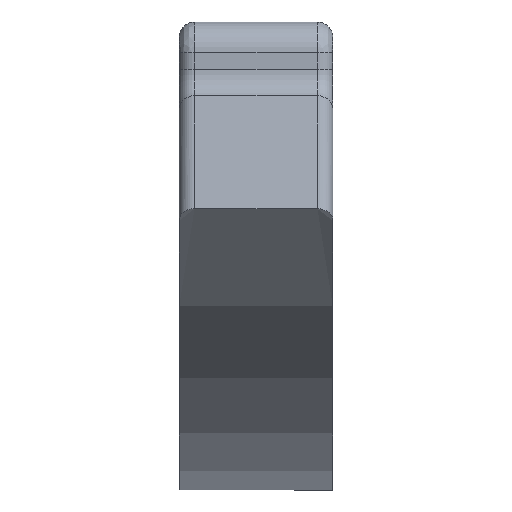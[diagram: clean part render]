
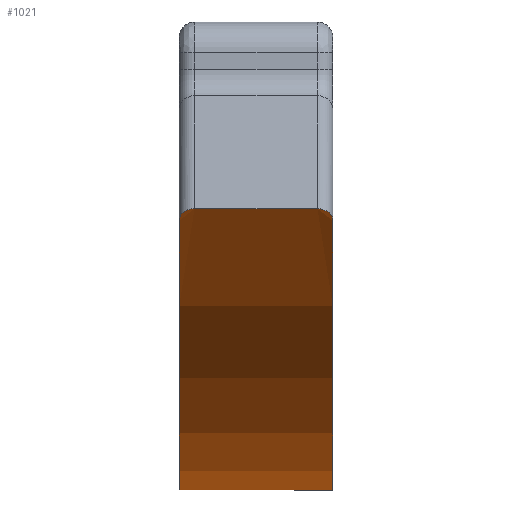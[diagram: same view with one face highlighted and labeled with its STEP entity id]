
A CAD part, top view. The second image highlights one B-rep face of the part: STEP entity #1021.
In plain terms, the highlighted cylindrical face has radius 25 mm (diameter 50 mm), a partial arc.
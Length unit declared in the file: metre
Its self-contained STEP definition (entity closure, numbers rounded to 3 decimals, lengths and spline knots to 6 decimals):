
#55=B_SPLINE_CURVE_WITH_KNOTS('',3,(#1625,#1626,#1627,#1628,#1629,#1630,
#1631,#1632,#1633,#1634),.UNSPECIFIED.,.F.,.F.,(4,2,2,2,4),(0.22794,
0.247002,0.266063,0.284951,0.303839),
 .UNSPECIFIED.);
#56=B_SPLINE_CURVE_WITH_KNOTS('',3,(#1638,#1639,#1640,#1641,#1642,#1643,
#1644,#1645,#1646,#1647),.UNSPECIFIED.,.F.,.F.,(4,2,2,2,4),(0.303826,
0.322714,0.341601,0.360662,0.379722),
 .UNSPECIFIED.);
#57=B_SPLINE_CURVE_WITH_KNOTS('',3,(#1651,#1652,#1653,#1654,#1655,#1656,
#1657,#1658,#1659,#1660),.UNSPECIFIED.,.F.,.F.,(4,2,2,2,4),(0.379843,
0.398975,0.418107,0.436923,0.455739),
 .UNSPECIFIED.);
#58=B_SPLINE_CURVE_WITH_KNOTS('',3,(#1664,#1665,#1666,#1667,#1668,#1669,
#1670,#1671,#1672,#1673),.UNSPECIFIED.,.F.,.F.,(4,2,2,2,4),(0.303839,
0.322655,0.341472,0.360605,0.379738),
 .UNSPECIFIED.);
#60=FACE_OUTER_BOUND('',#127,.T.);
#127=EDGE_LOOP('',(#675,#676,#677,#678,#679,#680,#681,#682));
#202=LINE('',#1649,#270);
#203=LINE('',#1674,#271);
#270=VECTOR('',#1262,0.01);
#271=VECTOR('',#1265,0.01);
#339=CIRCLE('',#1105,0.025);
#340=CIRCLE('',#1106,0.025);
#424=VERTEX_POINT('',#1623);
#425=VERTEX_POINT('',#1624);
#426=VERTEX_POINT('',#1635);
#427=VERTEX_POINT('',#1637);
#428=VERTEX_POINT('',#1648);
#429=VERTEX_POINT('',#1650);
#430=VERTEX_POINT('',#1661);
#431=VERTEX_POINT('',#1663);
#517=EDGE_CURVE('',#424,#425,#55,.T.);
#518=EDGE_CURVE('',#426,#424,#339,.T.);
#519=EDGE_CURVE('',#427,#426,#56,.T.);
#520=EDGE_CURVE('',#428,#427,#202,.T.);
#521=EDGE_CURVE('',#429,#428,#57,.T.);
#522=EDGE_CURVE('',#430,#429,#340,.T.);
#523=EDGE_CURVE('',#431,#430,#58,.T.);
#524=EDGE_CURVE('',#425,#431,#203,.T.);
#675=ORIENTED_EDGE('',*,*,#517,.F.);
#676=ORIENTED_EDGE('',*,*,#518,.F.);
#677=ORIENTED_EDGE('',*,*,#519,.F.);
#678=ORIENTED_EDGE('',*,*,#520,.F.);
#679=ORIENTED_EDGE('',*,*,#521,.F.);
#680=ORIENTED_EDGE('',*,*,#522,.F.);
#681=ORIENTED_EDGE('',*,*,#523,.F.);
#682=ORIENTED_EDGE('',*,*,#524,.F.);
#986=CYLINDRICAL_SURFACE('',#1104,0.025);
#1021=ADVANCED_FACE('',(#60),#986,.T.);
#1104=AXIS2_PLACEMENT_3D('',#1622,#1258,#1259);
#1105=AXIS2_PLACEMENT_3D('',#1636,#1260,#1261);
#1106=AXIS2_PLACEMENT_3D('',#1662,#1263,#1264);
#1258=DIRECTION('center_axis',(1.,0.,0.));
#1259=DIRECTION('ref_axis',(0.,-1.,0.));
#1260=DIRECTION('center_axis',(1.,0.,0.));
#1261=DIRECTION('ref_axis',(0.,-1.,0.));
#1262=DIRECTION('',(1.,0.,0.));
#1263=DIRECTION('center_axis',(-1.,0.,0.));
#1264=DIRECTION('ref_axis',(0.,-1.,0.));
#1265=DIRECTION('',(-1.,0.,0.));
#1622=CARTESIAN_POINT('Origin',(-0.257099,0.0155,0.008846));
#1623=CARTESIAN_POINT('',(0.078995,-0.000704,-0.010191));
#1624=CARTESIAN_POINT('',(0.078495,-0.000314,-0.010516));
#1625=CARTESIAN_POINT('Ctrl Pts',(0.078995,-0.000704,
-0.010191));
#1626=CARTESIAN_POINT('Ctrl Pts',(0.078995,-0.000656,
-0.010233));
#1627=CARTESIAN_POINT('Ctrl Pts',(0.078983,-0.000604,
-0.010276));
#1628=CARTESIAN_POINT('Ctrl Pts',(0.078932,-0.000508,
-0.010357));
#1629=CARTESIAN_POINT('Ctrl Pts',(0.078893,-0.000464,
-0.010393));
#1630=CARTESIAN_POINT('Ctrl Pts',(0.078804,-0.000395,
-0.010451));
#1631=CARTESIAN_POINT('Ctrl Pts',(0.078748,-0.000364,
-0.010475));
#1632=CARTESIAN_POINT('Ctrl Pts',(0.078625,-0.000324,
-0.010508));
#1633=CARTESIAN_POINT('Ctrl Pts',(0.078558,-0.000314,
-0.010516));
#1634=CARTESIAN_POINT('Ctrl Pts',(0.078495,-0.000314,
-0.010516));
#1635=CARTESIAN_POINT('',(0.078995,-0.000696,0.02789));
#1636=CARTESIAN_POINT('Origin',(0.078995,0.0155,0.008846));
#1637=CARTESIAN_POINT('',(0.078495,-0.000306,0.028215));
#1638=CARTESIAN_POINT('Ctrl Pts',(0.078495,-0.000306,
0.028215));
#1639=CARTESIAN_POINT('Ctrl Pts',(0.078558,-0.000306,
0.028215));
#1640=CARTESIAN_POINT('Ctrl Pts',(0.078625,-0.000316,
0.028207));
#1641=CARTESIAN_POINT('Ctrl Pts',(0.078748,-0.000356,
0.028174));
#1642=CARTESIAN_POINT('Ctrl Pts',(0.078804,-0.000387,
0.028149));
#1643=CARTESIAN_POINT('Ctrl Pts',(0.078893,-0.000456,
0.028092));
#1644=CARTESIAN_POINT('Ctrl Pts',(0.078932,-0.0005,
0.028056));
#1645=CARTESIAN_POINT('Ctrl Pts',(0.078983,-0.000596,
0.027975));
#1646=CARTESIAN_POINT('Ctrl Pts',(0.078995,-0.000648,
0.027931));
#1647=CARTESIAN_POINT('Ctrl Pts',(0.078995,-0.000696,
0.02789));
#1648=CARTESIAN_POINT('',(0.074495,-0.000306,0.028215));
#1649=CARTESIAN_POINT('',(-0.257099,-0.000306,0.028215));
#1650=CARTESIAN_POINT('',(0.073995,-0.000696,0.02789));
#1651=CARTESIAN_POINT('Ctrl Pts',(0.073995,-0.000696,
0.02789));
#1652=CARTESIAN_POINT('Ctrl Pts',(0.073995,-0.000648,
0.027932));
#1653=CARTESIAN_POINT('Ctrl Pts',(0.074008,-0.000596,
0.027976));
#1654=CARTESIAN_POINT('Ctrl Pts',(0.074059,-0.000499,
0.028056));
#1655=CARTESIAN_POINT('Ctrl Pts',(0.074098,-0.000455,
0.028093));
#1656=CARTESIAN_POINT('Ctrl Pts',(0.074187,-0.000386,
0.02815));
#1657=CARTESIAN_POINT('Ctrl Pts',(0.074243,-0.000356,
0.028174));
#1658=CARTESIAN_POINT('Ctrl Pts',(0.074365,-0.000316,
0.028207));
#1659=CARTESIAN_POINT('Ctrl Pts',(0.074432,-0.000306,
0.028215));
#1660=CARTESIAN_POINT('Ctrl Pts',(0.074495,-0.000306,
0.028215));
#1661=CARTESIAN_POINT('',(0.073995,-0.000704,-0.010191));
#1662=CARTESIAN_POINT('Origin',(0.073995,0.0155,0.008846));
#1663=CARTESIAN_POINT('',(0.074495,-0.000314,-0.010516));
#1664=CARTESIAN_POINT('Ctrl Pts',(0.074495,-0.000314,
-0.010516));
#1665=CARTESIAN_POINT('Ctrl Pts',(0.074432,-0.000314,
-0.010516));
#1666=CARTESIAN_POINT('Ctrl Pts',(0.074365,-0.000324,
-0.010508));
#1667=CARTESIAN_POINT('Ctrl Pts',(0.074243,-0.000364,
-0.010476));
#1668=CARTESIAN_POINT('Ctrl Pts',(0.074187,-0.000394,
-0.010451));
#1669=CARTESIAN_POINT('Ctrl Pts',(0.074098,-0.000463,
-0.010394));
#1670=CARTESIAN_POINT('Ctrl Pts',(0.074059,-0.000507,
-0.010357));
#1671=CARTESIAN_POINT('Ctrl Pts',(0.074008,-0.000603,
-0.010277));
#1672=CARTESIAN_POINT('Ctrl Pts',(0.073995,-0.000655,
-0.010233));
#1673=CARTESIAN_POINT('Ctrl Pts',(0.073995,-0.000704,
-0.010191));
#1674=CARTESIAN_POINT('',(-0.257099,-0.000314,-0.010516));
